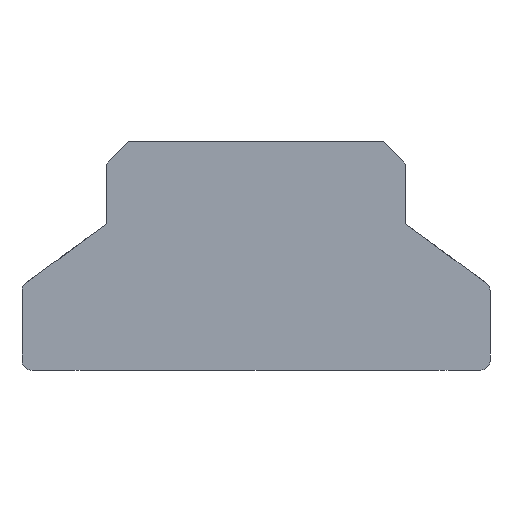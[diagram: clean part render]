
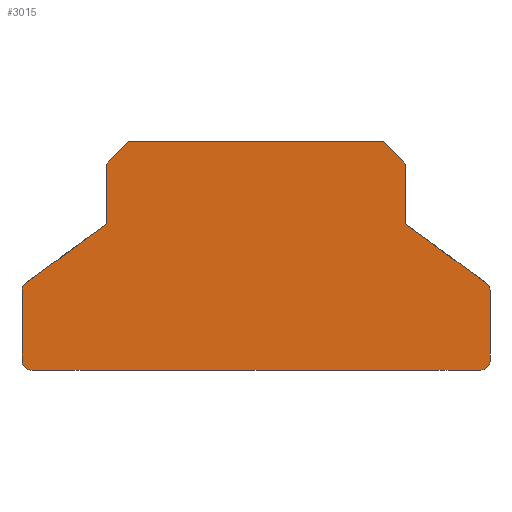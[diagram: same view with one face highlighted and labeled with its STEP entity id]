
A CAD part, front view. The second image highlights one B-rep face of the part: STEP entity #3015.
In plain terms, the highlighted planar face has unit normal (0, -1, 0).
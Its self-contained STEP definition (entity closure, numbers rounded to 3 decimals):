
#48=CIRCLE('',#3195,1.);
#53=CIRCLE('',#3202,1.);
#54=CIRCLE('',#3203,1.);
#55=CIRCLE('',#3204,1.);
#108=FACE_OUTER_BOUND('',#275,.T.);
#275=EDGE_LOOP('',(#2011,#2012,#2013,#2014,#2015,#2016,#2017,#2018,#2019,
#2020,#2021,#2022,#2023,#2024));
#455=LINE('',#4250,#853);
#460=LINE('',#4266,#858);
#461=LINE('',#4270,#859);
#462=LINE('',#4272,#860);
#463=LINE('',#4274,#861);
#464=LINE('',#4276,#862);
#465=LINE('',#4278,#863);
#466=LINE('',#4280,#864);
#467=LINE('',#4282,#865);
#468=LINE('',#4286,#866);
#853=VECTOR('',#3432,10.);
#858=VECTOR('',#3445,10.);
#859=VECTOR('',#3448,10.);
#860=VECTOR('',#3449,10.);
#861=VECTOR('',#3450,10.);
#862=VECTOR('',#3451,10.);
#863=VECTOR('',#3452,10.);
#864=VECTOR('',#3453,10.);
#865=VECTOR('',#3454,10.);
#866=VECTOR('',#3457,10.);
#1245=VERTEX_POINT('',#4240);
#1246=VERTEX_POINT('',#4241);
#1249=VERTEX_POINT('',#4249);
#1256=VERTEX_POINT('',#4265);
#1257=VERTEX_POINT('',#4267);
#1258=VERTEX_POINT('',#4269);
#1259=VERTEX_POINT('',#4271);
#1260=VERTEX_POINT('',#4273);
#1261=VERTEX_POINT('',#4275);
#1262=VERTEX_POINT('',#4277);
#1263=VERTEX_POINT('',#4279);
#1264=VERTEX_POINT('',#4281);
#1265=VERTEX_POINT('',#4283);
#1266=VERTEX_POINT('',#4285);
#1540=EDGE_CURVE('',#1245,#1246,#48,.T.);
#1544=EDGE_CURVE('',#1249,#1246,#455,.T.);
#1552=EDGE_CURVE('',#1245,#1256,#460,.T.);
#1553=EDGE_CURVE('',#1256,#1257,#53,.T.);
#1554=EDGE_CURVE('',#1257,#1258,#461,.T.);
#1555=EDGE_CURVE('',#1258,#1259,#462,.T.);
#1556=EDGE_CURVE('',#1260,#1259,#463,.T.);
#1557=EDGE_CURVE('',#1260,#1261,#464,.T.);
#1558=EDGE_CURVE('',#1262,#1261,#465,.T.);
#1559=EDGE_CURVE('',#1263,#1262,#466,.T.);
#1560=EDGE_CURVE('',#1263,#1264,#467,.T.);
#1561=EDGE_CURVE('',#1264,#1265,#54,.T.);
#1562=EDGE_CURVE('',#1266,#1265,#468,.T.);
#1563=EDGE_CURVE('',#1249,#1266,#55,.T.);
#2011=ORIENTED_EDGE('',*,*,#1540,.F.);
#2012=ORIENTED_EDGE('',*,*,#1552,.T.);
#2013=ORIENTED_EDGE('',*,*,#1553,.T.);
#2014=ORIENTED_EDGE('',*,*,#1554,.T.);
#2015=ORIENTED_EDGE('',*,*,#1555,.T.);
#2016=ORIENTED_EDGE('',*,*,#1556,.F.);
#2017=ORIENTED_EDGE('',*,*,#1557,.T.);
#2018=ORIENTED_EDGE('',*,*,#1558,.F.);
#2019=ORIENTED_EDGE('',*,*,#1559,.F.);
#2020=ORIENTED_EDGE('',*,*,#1560,.T.);
#2021=ORIENTED_EDGE('',*,*,#1561,.T.);
#2022=ORIENTED_EDGE('',*,*,#1562,.F.);
#2023=ORIENTED_EDGE('',*,*,#1563,.F.);
#2024=ORIENTED_EDGE('',*,*,#1544,.T.);
#2873=PLANE('',#3201);
#3015=ADVANCED_FACE('',(#108),#2873,.F.);
#3195=AXIS2_PLACEMENT_3D('',#4242,#3424,#3425);
#3201=AXIS2_PLACEMENT_3D('',#4264,#3443,#3444);
#3202=AXIS2_PLACEMENT_3D('',#4268,#3446,#3447);
#3203=AXIS2_PLACEMENT_3D('',#4284,#3455,#3456);
#3204=AXIS2_PLACEMENT_3D('',#4287,#3458,#3459);
#3424=DIRECTION('center_axis',(0.,1.,0.));
#3425=DIRECTION('ref_axis',(1.,0.,0.));
#3432=DIRECTION('',(1.,0.,0.));
#3443=DIRECTION('center_axis',(0.,1.,0.));
#3444=DIRECTION('ref_axis',(-1.,0.,0.));
#3445=DIRECTION('',(0.,0.,1.));
#3446=DIRECTION('center_axis',(0.,-1.,0.));
#3447=DIRECTION('ref_axis',(0.892,0.,0.452));
#3448=DIRECTION('',(-0.806,0.,0.592));
#3449=DIRECTION('',(0.,0.,1.));
#3450=DIRECTION('',(0.707,0.,-0.707));
#3451=DIRECTION('',(-1.,0.,0.));
#3452=DIRECTION('',(0.707,0.,0.707));
#3453=DIRECTION('',(0.,0.,1.));
#3454=DIRECTION('',(-0.806,0.,-0.592));
#3455=DIRECTION('center_axis',(0.,-1.,0.));
#3456=DIRECTION('ref_axis',(-0.892,0.,0.452));
#3457=DIRECTION('',(0.,0.,1.));
#3458=DIRECTION('center_axis',(0.,1.,0.));
#3459=DIRECTION('ref_axis',(-1.,0.,0.));
#4240=CARTESIAN_POINT('',(45.5,9.1,1.656));
#4241=CARTESIAN_POINT('',(44.5,9.1,0.656));
#4242=CARTESIAN_POINT('Origin',(44.5,9.1,1.656));
#4249=CARTESIAN_POINT('',(-5.5,9.1,0.656));
#4250=CARTESIAN_POINT('',(29.934,9.1,0.656));
#4264=CARTESIAN_POINT('Origin',(36.1,9.1,0.));
#4265=CARTESIAN_POINT('',(45.5,9.1,9.494));
#4266=CARTESIAN_POINT('',(45.5,9.1,0.));
#4267=CARTESIAN_POINT('',(45.092,9.1,10.3));
#4268=CARTESIAN_POINT('Origin',(44.5,9.1,9.494));
#4269=CARTESIAN_POINT('',(36.1,9.1,16.9));
#4270=CARTESIAN_POINT('',(31.529,9.1,20.255));
#4271=CARTESIAN_POINT('',(36.1,9.1,23.55));
#4272=CARTESIAN_POINT('',(36.1,9.1,0.));
#4273=CARTESIAN_POINT('',(33.65,9.1,26.));
#4274=CARTESIAN_POINT('',(41.988,9.1,17.663));
#4275=CARTESIAN_POINT('',(5.35,9.1,26.));
#4276=CARTESIAN_POINT('',(-6.5,9.1,26.));
#4277=CARTESIAN_POINT('',(2.9,9.1,23.55));
#4278=CARTESIAN_POINT('',(6.538,9.1,27.188));
#4279=CARTESIAN_POINT('',(2.9,9.1,16.9));
#4280=CARTESIAN_POINT('',(2.9,9.1,0.));
#4281=CARTESIAN_POINT('',(-6.092,9.1,10.3));
#4282=CARTESIAN_POINT('',(2.771,9.1,16.805));
#4283=CARTESIAN_POINT('',(-6.5,9.1,9.494));
#4284=CARTESIAN_POINT('Origin',(-5.5,9.1,9.494));
#4285=CARTESIAN_POINT('',(-6.5,9.1,1.656));
#4286=CARTESIAN_POINT('',(-6.5,9.1,0.));
#4287=CARTESIAN_POINT('Origin',(-5.5,9.1,1.656));
